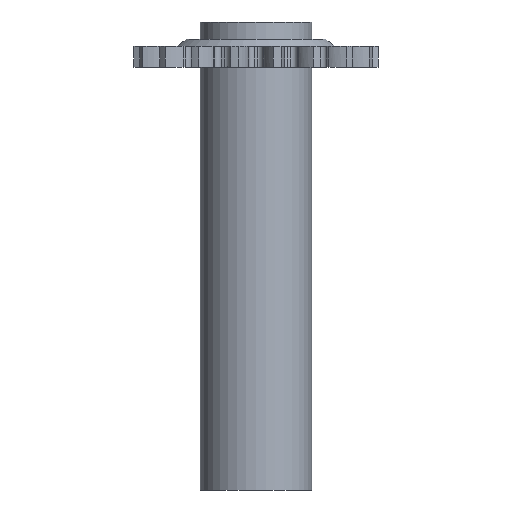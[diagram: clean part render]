
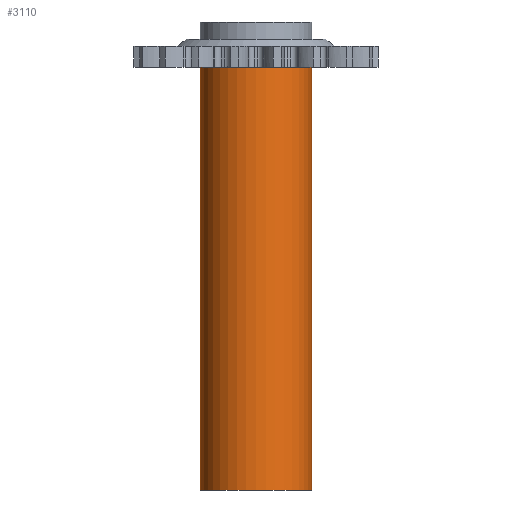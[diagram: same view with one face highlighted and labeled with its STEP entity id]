
A CAD part, front view. The second image highlights one B-rep face of the part: STEP entity #3110.
In plain terms, the highlighted cylindrical face has radius 15.95 mm (diameter 31.9 mm), a full revolution.
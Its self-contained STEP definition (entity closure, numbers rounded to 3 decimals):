
#204=FACE_OUTER_BOUND('',#386,.T.);
#386=EDGE_LOOP('',(#2046,#2047,#2048,#2049));
#585=LINE('',#4551,#820);
#820=VECTOR('',#3657,15.95);
#1055=CIRCLE('',#3320,15.95);
#1056=CIRCLE('',#3321,15.95);
#1235=VERTEX_POINT('',#4548);
#1236=VERTEX_POINT('',#4550);
#1559=EDGE_CURVE('',#1235,#1235,#1055,.T.);
#1560=EDGE_CURVE('',#1235,#1236,#585,.T.);
#1561=EDGE_CURVE('',#1236,#1236,#1056,.T.);
#2046=ORIENTED_EDGE('',*,*,#1559,.F.);
#2047=ORIENTED_EDGE('',*,*,#1560,.T.);
#2048=ORIENTED_EDGE('',*,*,#1561,.F.);
#2049=ORIENTED_EDGE('',*,*,#1560,.F.);
#3020=CYLINDRICAL_SURFACE('',#3319,15.95);
#3110=ADVANCED_FACE('',(#204),#3020,.T.);
#3319=AXIS2_PLACEMENT_3D('',#4547,#3653,#3654);
#3320=AXIS2_PLACEMENT_3D('',#4549,#3655,#3656);
#3321=AXIS2_PLACEMENT_3D('',#4552,#3658,#3659);
#3653=DIRECTION('center_axis',(0.,0.,1.));
#3654=DIRECTION('ref_axis',(1.,0.,0.));
#3655=DIRECTION('center_axis',(0.,0.,1.));
#3656=DIRECTION('ref_axis',(1.,0.,0.));
#3657=DIRECTION('',(0.,0.,-1.));
#3658=DIRECTION('center_axis',(0.,0.,-1.));
#3659=DIRECTION('ref_axis',(1.,0.,0.));
#4547=CARTESIAN_POINT('Origin',(0.,0.,0.));
#4548=CARTESIAN_POINT('',(-15.95,0.,85.));
#4549=CARTESIAN_POINT('Origin',(0.,0.,85.));
#4550=CARTESIAN_POINT('',(-15.95,0.,-36.));
#4551=CARTESIAN_POINT('',(-15.95,0.,0.));
#4552=CARTESIAN_POINT('Origin',(0.,0.,-36.));
